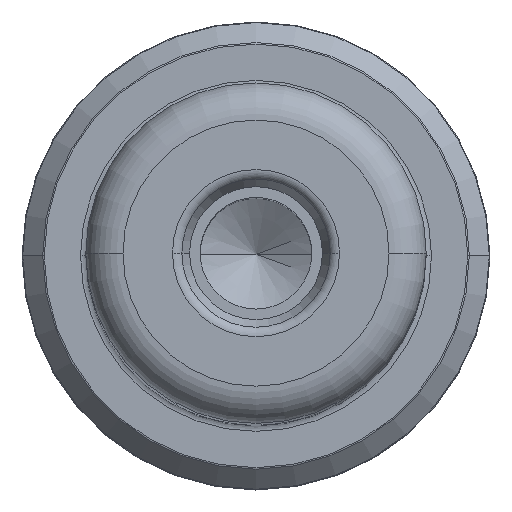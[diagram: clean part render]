
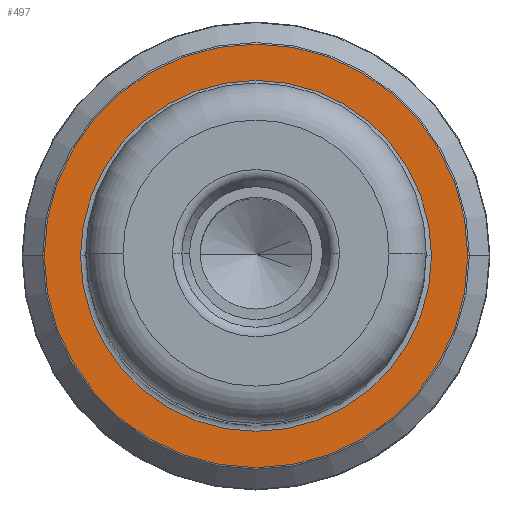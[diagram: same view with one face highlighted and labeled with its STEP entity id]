
A CAD part, top view. The second image highlights one B-rep face of the part: STEP entity #497.
In plain terms, the highlighted planar face has unit normal (0, 0, 1).
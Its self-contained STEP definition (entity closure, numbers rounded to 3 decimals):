
#94 = FACE_OUTER_BOUND ( 'NONE', #1937, .T. ) ;
#131 = AXIS2_PLACEMENT_3D ( 'NONE', #1656, #151, #411 ) ;
#151 = DIRECTION ( 'NONE',  ( 0., 0., 1. ) ) ;
#158 = CARTESIAN_POINT ( 'NONE',  ( 0., 0., 33. ) ) ;
#411 = DIRECTION ( 'NONE',  ( 1., 0., 0. ) ) ;
#443 = CIRCLE ( 'NONE', #2673, 16.5 ) ;
#497 = ADVANCED_FACE ( 'NONE', ( #2604, #94 ), #781, .T. ) ;
#527 = VERTEX_POINT ( 'NONE', #1315 ) ;
#686 = DIRECTION ( 'NONE',  ( -1., 0., 0. ) ) ;
#738 = DIRECTION ( 'NONE',  ( 1., 0., 0. ) ) ;
#745 = EDGE_LOOP ( 'NONE', ( #3150, #3052 ) ) ;
#781 = PLANE ( 'NONE',  #2796 ) ;
#1113 = EDGE_CURVE ( 'NONE', #1526, #2325, #443, .T. ) ;
#1139 = ORIENTED_EDGE ( 'NONE', *, *, #1447, .T. ) ;
#1230 = DIRECTION ( 'NONE',  ( 0., 0., 1. ) ) ;
#1315 = CARTESIAN_POINT ( 'NONE',  ( 19.917, 0., 33. ) ) ;
#1447 = EDGE_CURVE ( 'NONE', #527, #1514, #2997, .T. ) ;
#1514 = VERTEX_POINT ( 'NONE', #3930 ) ;
#1526 = VERTEX_POINT ( 'NONE', #2141 ) ;
#1656 = CARTESIAN_POINT ( 'NONE',  ( 0., 0., 33. ) ) ;
#1720 = CIRCLE ( 'NONE', #131, 19.917 ) ;
#1747 = EDGE_CURVE ( 'NONE', #1514, #527, #1720, .T. ) ;
#1937 = EDGE_LOOP ( 'NONE', ( #1139, #3765 ) ) ;
#2124 = CARTESIAN_POINT ( 'NONE',  ( 0., 0., 33. ) ) ;
#2141 = CARTESIAN_POINT ( 'NONE',  ( 16.5, 0., 33. ) ) ;
#2263 = CIRCLE ( 'NONE', #3672, 16.5 ) ;
#2325 = VERTEX_POINT ( 'NONE', #3708 ) ;
#2490 = EDGE_CURVE ( 'NONE', #2325, #1526, #2263, .T. ) ;
#2562 = CARTESIAN_POINT ( 'NONE',  ( 0., 0., 33. ) ) ;
#2604 = FACE_BOUND ( 'NONE', #745, .T. ) ;
#2673 = AXIS2_PLACEMENT_3D ( 'NONE', #3134, #3512, #686 ) ;
#2796 = AXIS2_PLACEMENT_3D ( 'NONE', #2562, #3225, #738 ) ;
#2997 = CIRCLE ( 'NONE', #3500, 19.917 ) ;
#3052 = ORIENTED_EDGE ( 'NONE', *, *, #1113, .T. ) ;
#3087 = DIRECTION ( 'NONE',  ( 1., 0., 0. ) ) ;
#3134 = CARTESIAN_POINT ( 'NONE',  ( 0., 0., 33. ) ) ;
#3150 = ORIENTED_EDGE ( 'NONE', *, *, #2490, .T. ) ;
#3193 = DIRECTION ( 'NONE',  ( 0., 0., -1. ) ) ;
#3225 = DIRECTION ( 'NONE',  ( 0., 0., 1. ) ) ;
#3451 = DIRECTION ( 'NONE',  ( -1., 0., 0. ) ) ;
#3500 = AXIS2_PLACEMENT_3D ( 'NONE', #2124, #1230, #3087 ) ;
#3512 = DIRECTION ( 'NONE',  ( 0., 0., -1. ) ) ;
#3672 = AXIS2_PLACEMENT_3D ( 'NONE', #158, #3193, #3451 ) ;
#3708 = CARTESIAN_POINT ( 'NONE',  ( -16.5, 0., 33. ) ) ;
#3765 = ORIENTED_EDGE ( 'NONE', *, *, #1747, .T. ) ;
#3930 = CARTESIAN_POINT ( 'NONE',  ( -19.917, 0., 33. ) ) ;
